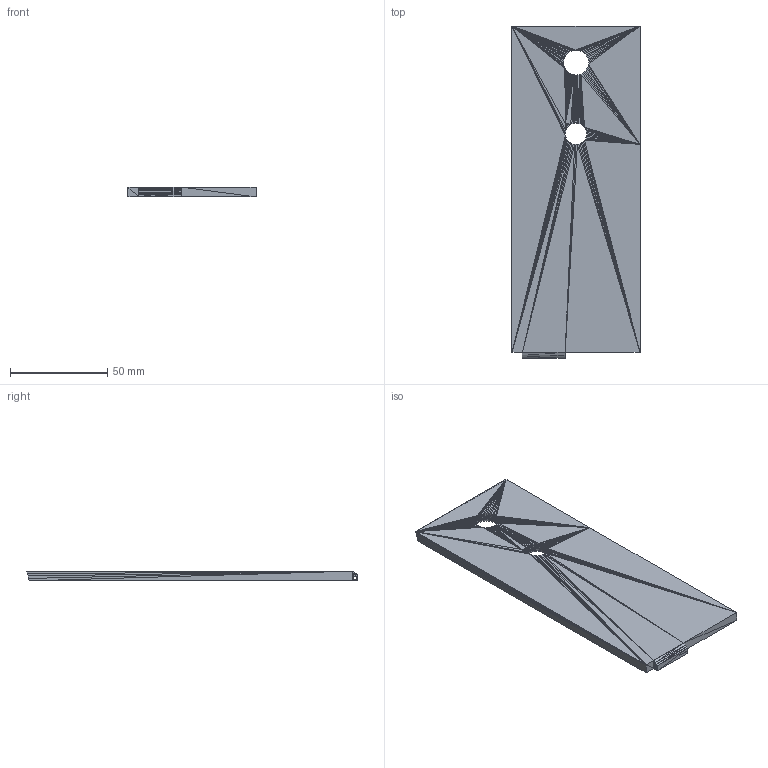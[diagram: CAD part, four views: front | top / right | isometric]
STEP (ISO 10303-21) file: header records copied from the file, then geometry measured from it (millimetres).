
FILE_DESCRIPTION(('STEP AP214'),'1');
FILE_NAME('result.stp','2026-01-17T16:36:42',(' '),(' '),'Spatial InterOp 3D',' ',' ');
FILE_SCHEMA(('automotive_design'));
Length unit declared in the file: metre
Products named in the file (1): Root
Bounding box: 66 x 170.98 x 5 mm (x, y, z)
Surface area: 24603.2 mm2 (no closed solid volume)
Topology: 0 solids, 938 shells, 938 faces, 2814 edges, 1431 vertices
Faces by surface type: plane 938
Entity records: 31026 total; most frequent: DIRECTION 4692, ORIENTED_EDGE 2814, EDGE_CURVE 2814, LINE 2814, VECTOR 2814, CARTESIAN_POINT 1432, VERTEX_POINT 1431, AXIS2_PLACEMENT_3D 939
